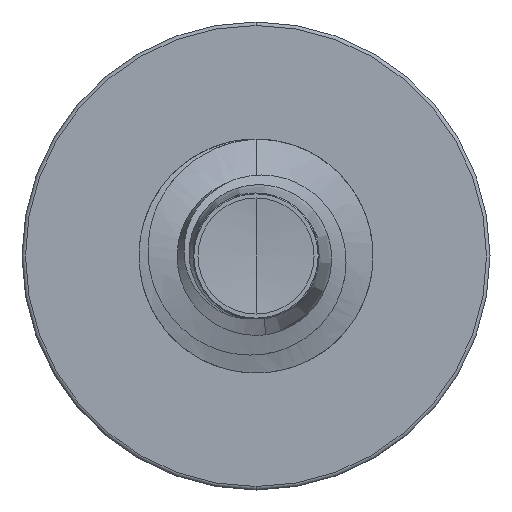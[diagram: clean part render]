
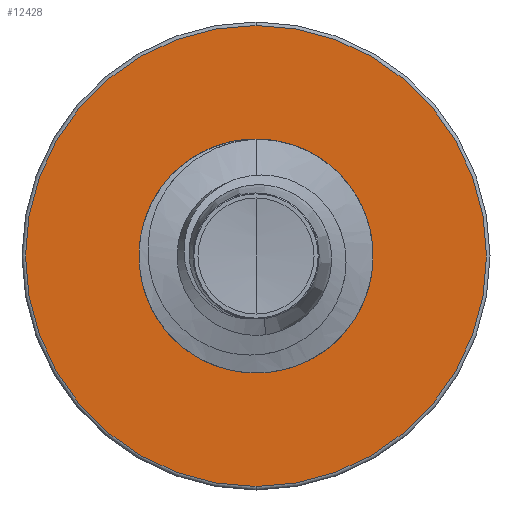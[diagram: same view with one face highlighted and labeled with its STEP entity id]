
A CAD part, front view. The second image highlights one B-rep face of the part: STEP entity #12428.
In plain terms, the highlighted planar face has unit normal (0, -1, 0).
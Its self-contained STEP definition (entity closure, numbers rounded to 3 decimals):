
#806 = CIRCLE ( 'NONE', #4433, 2.415 ) ;
#1695 = VERTEX_POINT ( 'NONE', #1916 ) ;
#1916 = CARTESIAN_POINT ( 'NONE',  ( 0., 11., 2.415 ) ) ;
#2057 = DIRECTION ( 'NONE',  ( 0., 0., 1. ) ) ;
#2075 = DIRECTION ( 'NONE',  ( 0., 1., 0. ) ) ;
#2094 = CARTESIAN_POINT ( 'NONE',  ( 0., 11., 0. ) ) ;
#2629 = AXIS2_PLACEMENT_3D ( 'NONE', #5405, #5388, #5369 ) ;
#2856 = CIRCLE ( 'NONE', #3278, 2.415 ) ;
#3204 = ORIENTED_EDGE ( 'NONE', *, *, #12585, .T. ) ;
#3278 = AXIS2_PLACEMENT_3D ( 'NONE', #7197, #7179, #7156 ) ;
#4146 = AXIS2_PLACEMENT_3D ( 'NONE', #14322, #14316, #14315 ) ;
#4433 = AXIS2_PLACEMENT_3D ( 'NONE', #2094, #2075, #2057 ) ;
#4755 = AXIS2_PLACEMENT_3D ( 'NONE', #5842, #5839, #5819 ) ;
#4782 = EDGE_LOOP ( 'NONE', ( #11255, #14044 ) ) ;
#4800 = VERTEX_POINT ( 'NONE', #7588 ) ;
#5369 = DIRECTION ( 'NONE',  ( 0., 0., 1. ) ) ;
#5388 = DIRECTION ( 'NONE',  ( 0., 1., 0. ) ) ;
#5405 = CARTESIAN_POINT ( 'NONE',  ( 0., 11., 0. ) ) ;
#5597 = VERTEX_POINT ( 'NONE', #10868 ) ;
#5819 = DIRECTION ( 'NONE',  ( 0., 0., 1. ) ) ;
#5839 = DIRECTION ( 'NONE',  ( 0., 1., 0. ) ) ;
#5842 = CARTESIAN_POINT ( 'NONE',  ( 0., 11., -2.415 ) ) ;
#5871 = VERTEX_POINT ( 'NONE', #9707 ) ;
#5881 = PLANE ( 'NONE',  #4755 ) ;
#7156 = DIRECTION ( 'NONE',  ( 0., 0., 1. ) ) ;
#7179 = DIRECTION ( 'NONE',  ( 0., 1., 0. ) ) ;
#7197 = CARTESIAN_POINT ( 'NONE',  ( 0., 11., 0. ) ) ;
#7243 = EDGE_LOOP ( 'NONE', ( #3204, #8954 ) ) ;
#7588 = CARTESIAN_POINT ( 'NONE',  ( 0., 11., -2.415 ) ) ;
#8954 = ORIENTED_EDGE ( 'NONE', *, *, #13006, .T. ) ;
#9707 = CARTESIAN_POINT ( 'NONE',  ( 0., 11., 4.925 ) ) ;
#9927 = FACE_OUTER_BOUND ( 'NONE', #4782, .T. ) ;
#10868 = CARTESIAN_POINT ( 'NONE',  ( 0., 11., -4.925 ) ) ;
#11053 = CIRCLE ( 'NONE', #2629, 4.925 ) ;
#11255 = ORIENTED_EDGE ( 'NONE', *, *, #12752, .F. ) ;
#12428 = ADVANCED_FACE ( 'NONE', ( #9927, #13902 ), #5881, .F. ) ;
#12585 = EDGE_CURVE ( 'NONE', #1695, #4800, #806, .T. ) ;
#12752 = EDGE_CURVE ( 'NONE', #5871, #5597, #13815, .T. ) ;
#13006 = EDGE_CURVE ( 'NONE', #4800, #1695, #2856, .T. ) ;
#13179 = EDGE_CURVE ( 'NONE', #5597, #5871, #11053, .T. ) ;
#13815 = CIRCLE ( 'NONE', #4146, 4.925 ) ;
#13902 = FACE_BOUND ( 'NONE', #7243, .T. ) ;
#14044 = ORIENTED_EDGE ( 'NONE', *, *, #13179, .F. ) ;
#14315 = DIRECTION ( 'NONE',  ( 0., 0., 1. ) ) ;
#14316 = DIRECTION ( 'NONE',  ( 0., 1., 0. ) ) ;
#14322 = CARTESIAN_POINT ( 'NONE',  ( 0., 11., 0. ) ) ;
